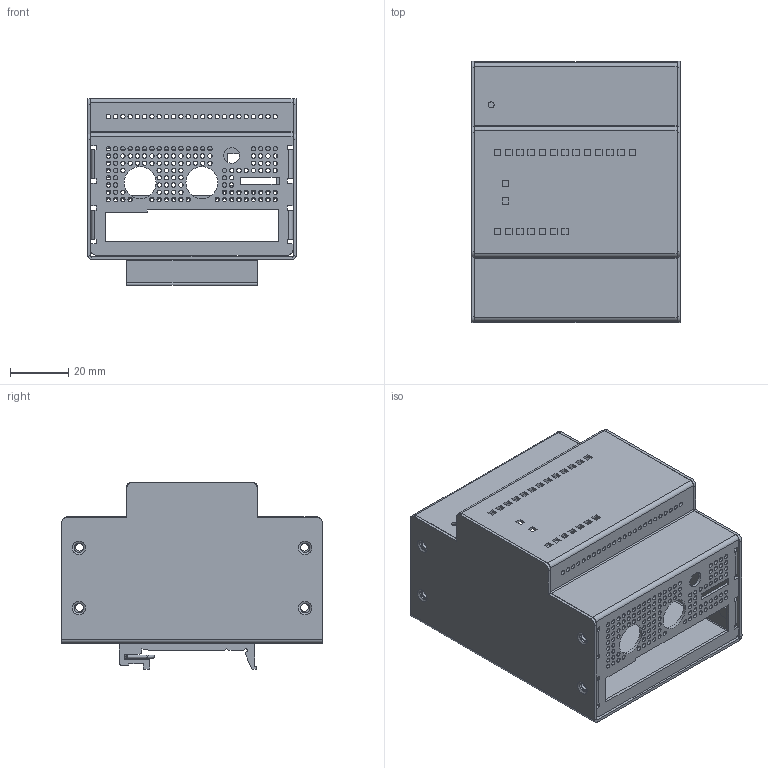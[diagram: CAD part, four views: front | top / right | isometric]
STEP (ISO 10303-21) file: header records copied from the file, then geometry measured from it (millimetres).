
FILE_DESCRIPTION(/* description */ (''),/* implementation_level */ '2;1');
FILE_NAME(/* name */ 'S167_Sestava krabičky v1.0.step',/* time_stamp */ '2021-08-31T09:54:36+02:00',/* author */ (''),/* organization */ (''),/* preprocessor_version */ 'ST-DEVELOPER v18.1',/* originating_system */ 'Autodesk Translation Framework v10.10.0.1391',/* authorisation */ '');
FILE_SCHEMA (('AUTOMOTIVE_DESIGN { 1 0 10303 214 3 1 1 }'));
Length unit declared in the file: millimetre
Products named in the file (5): S167_Sestava krabičky v1.0; S167_SKELET_1.0; DIN drzak-4M-45mm(EMKO); Pružina; S167_KRYT_1.0
Assembly tree (4 placements, depth 4):
  S167_Sestava krabičky v1.0
    S167_SKELET_1.0
      DIN drzak-4M-45mm(EMKO)
        Pružina
    S167_KRYT_1.0
Bounding box: 71.82 x 90 x 64.43 mm (x, y, z)
Volume: 33128.3 mm3; surface area: 62320.7 mm2
Topology: 4 solids, 4 shells, 650 faces, 1790 edges, 1148 vertices
Faces by surface type: cylinder 314, plane 310, cone 13, bspline 8, torus 5
Full cylindrical faces by diameter (mm): 1 x6, 1.5 x209, 2 x1, 2.7 x11, 3.2 x13, 4.2 x2, 5.4 x1, 11 x2
Entity records: 22074 total; most frequent: CARTESIAN_POINT 3845, DIRECTION 3721, ORIENTED_EDGE 3580, EDGE_CURVE 1790, AXIS2_PLACEMENT_3D 1296, EDGE_LOOP 1182, VERTEX_POINT 1148, LINE 1129
